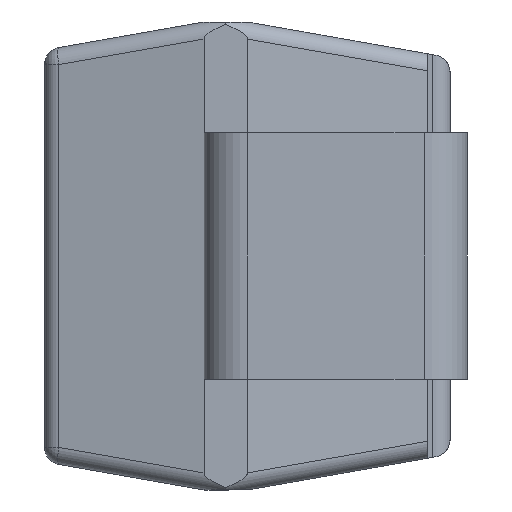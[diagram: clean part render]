
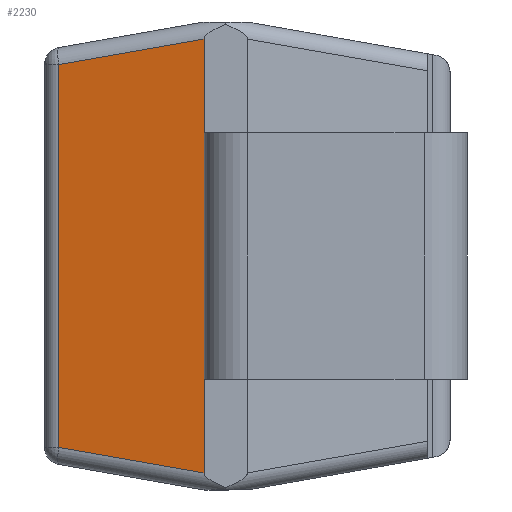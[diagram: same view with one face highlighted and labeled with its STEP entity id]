
A CAD part, left-side view. The second image highlights one B-rep face of the part: STEP entity #2230.
In plain terms, the highlighted planar face has unit normal (-0.985, 0.174, 0).
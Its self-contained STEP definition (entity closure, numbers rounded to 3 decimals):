
#79 = CARTESIAN_POINT ( 'NONE',  ( -2.01, 0.392, 1.35 ) ) ;
#274 = DIRECTION ( 'NONE',  ( 0., 0., -1. ) ) ;
#295 = LINE ( 'NONE', #1281, #1293 ) ;
#345 = VERTEX_POINT ( 'NONE', #734 ) ;
#371 = CARTESIAN_POINT ( 'NONE',  ( -1.862, 1.23, -1.188 ) ) ;
#426 = CARTESIAN_POINT ( 'NONE',  ( -2.019, 0.34, 1.261 ) ) ;
#429 = EDGE_CURVE ( 'NONE', #1683, #1073, #1661, .T. ) ;
#433 = EDGE_CURVE ( 'NONE', #2102, #345, #2484, .T. ) ;
#602 = EDGE_CURVE ( 'NONE', #1386, #1160, #979, .T. ) ;
#734 = CARTESIAN_POINT ( 'NONE',  ( -2.01, 0.392, 0.71 ) ) ;
#823 = CARTESIAN_POINT ( 'NONE',  ( -2.017, 0.356, 1.35 ) ) ;
#941 = EDGE_LOOP ( 'NONE', ( #2605, #2261, #1467, #1825, #1801, #2379 ) ) ;
#979 = LINE ( 'NONE', #371, #1836 ) ;
#997 = CARTESIAN_POINT ( 'NONE',  ( -2.01, 0.392, -1.252 ) ) ;
#1008 = CARTESIAN_POINT ( 'NONE',  ( -2.01, 0.392, -0.71 ) ) ;
#1073 = VERTEX_POINT ( 'NONE', #997 ) ;
#1095 = EDGE_CURVE ( 'NONE', #2102, #1386, #2428, .T. ) ;
#1129 = CARTESIAN_POINT ( 'NONE',  ( -2.01, 0.392, 1.252 ) ) ;
#1160 = VERTEX_POINT ( 'NONE', #2485 ) ;
#1163 = LINE ( 'NONE', #1974, #1844 ) ;
#1206 = DIRECTION ( 'NONE',  ( -0.174, -0.985, 0. ) ) ;
#1269 = DIRECTION ( 'NONE',  ( 0., 0., -1. ) ) ;
#1281 = CARTESIAN_POINT ( 'NONE',  ( -2.01, 0.392, 0.71 ) ) ;
#1283 = DIRECTION ( 'NONE',  ( 0., 0., -1. ) ) ;
#1293 = VECTOR ( 'NONE', #1269, 1000. ) ;
#1354 = EDGE_CURVE ( 'NONE', #1160, #1073, #1163, .T. ) ;
#1386 = VERTEX_POINT ( 'NONE', #1404 ) ;
#1404 = CARTESIAN_POINT ( 'NONE',  ( -1.862, 1.23, 1.104 ) ) ;
#1443 = DIRECTION ( 'NONE',  ( -0.985, 0.174, 0. ) ) ;
#1467 = ORIENTED_EDGE ( 'NONE', *, *, #429, .F. ) ;
#1611 = FACE_OUTER_BOUND ( 'NONE', #941, .T. ) ;
#1661 = LINE ( 'NONE', #79, #1790 ) ;
#1683 = VERTEX_POINT ( 'NONE', #1008 ) ;
#1740 = VECTOR ( 'NONE', #274, 1000. ) ;
#1744 = AXIS2_PLACEMENT_3D ( 'NONE', #823, #1443, #1206 ) ;
#1790 = VECTOR ( 'NONE', #1283, 1000. ) ;
#1793 = VECTOR ( 'NONE', #1828, 1000. ) ;
#1801 = ORIENTED_EDGE ( 'NONE', *, *, #433, .F. ) ;
#1818 = PLANE ( 'NONE',  #1744 ) ;
#1825 = ORIENTED_EDGE ( 'NONE', *, *, #2389, .F. ) ;
#1828 = DIRECTION ( 'NONE',  ( 0.171, 0.97, -0.171 ) ) ;
#1836 = VECTOR ( 'NONE', #2598, 1000. ) ;
#1844 = VECTOR ( 'NONE', #2362, 1000. ) ;
#1974 = CARTESIAN_POINT ( 'NONE',  ( -2.013, 0.376, -1.254 ) ) ;
#2090 = CARTESIAN_POINT ( 'NONE',  ( -2.01, 0.392, 1.35 ) ) ;
#2102 = VERTEX_POINT ( 'NONE', #1129 ) ;
#2230 = ADVANCED_FACE ( 'NONE', ( #1611 ), #1818, .T. ) ;
#2261 = ORIENTED_EDGE ( 'NONE', *, *, #1354, .T. ) ;
#2362 = DIRECTION ( 'NONE',  ( -0.171, -0.97, -0.171 ) ) ;
#2379 = ORIENTED_EDGE ( 'NONE', *, *, #1095, .T. ) ;
#2389 = EDGE_CURVE ( 'NONE', #345, #1683, #295, .T. ) ;
#2428 = LINE ( 'NONE', #426, #1793 ) ;
#2484 = LINE ( 'NONE', #2090, #1740 ) ;
#2485 = CARTESIAN_POINT ( 'NONE',  ( -1.862, 1.23, -1.104 ) ) ;
#2598 = DIRECTION ( 'NONE',  ( 0., 0., -1. ) ) ;
#2605 = ORIENTED_EDGE ( 'NONE', *, *, #602, .T. ) ;
